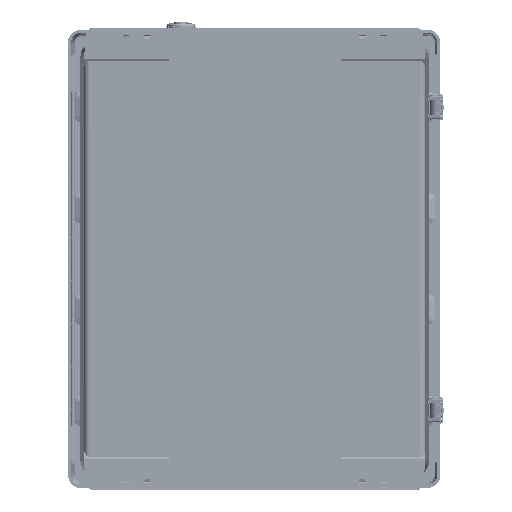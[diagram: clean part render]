
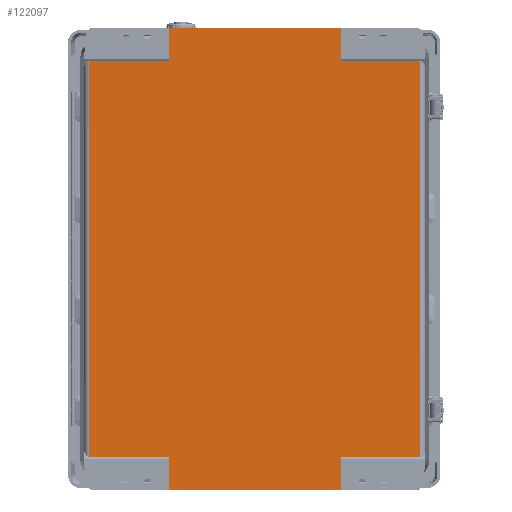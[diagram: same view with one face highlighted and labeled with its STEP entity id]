
A CAD part, front view. The second image highlights one B-rep face of the part: STEP entity #122097.
In plain terms, the highlighted planar face has unit normal (0, -1, 0).
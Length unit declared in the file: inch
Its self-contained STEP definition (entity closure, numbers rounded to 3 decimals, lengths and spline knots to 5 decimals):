
#2236 = DIRECTION ( 'NONE',  ( 0., 0., -1. ) ) ;
#3284 = VECTOR ( 'NONE', #77863, 39.37008 ) ;
#7054 = CARTESIAN_POINT ( 'NONE',  ( 3.995, 0., 10.75 ) ) ;
#8427 = EDGE_CURVE ( 'NONE', #138398, #49419, #10747, .T. ) ;
#10747 = LINE ( 'NONE', #24797, #115844 ) ;
#10904 = CARTESIAN_POINT ( 'NONE',  ( 3.995, 0., -9.3875 ) ) ;
#12323 = VERTEX_POINT ( 'NONE', #47214 ) ;
#12384 = VERTEX_POINT ( 'NONE', #167003 ) ;
#16305 = VECTOR ( 'NONE', #91199, 39.37008 ) ;
#17495 = VECTOR ( 'NONE', #136282, 39.37008 ) ;
#17873 = DIRECTION ( 'NONE',  ( -1., 0., 0. ) ) ;
#20963 = VECTOR ( 'NONE', #162328, 39.37008 ) ;
#24394 = CARTESIAN_POINT ( 'NONE',  ( -7.69183, 0., -9.2134 ) ) ;
#24408 = CARTESIAN_POINT ( 'NONE',  ( -3.995, 0., -9.3875 ) ) ;
#24797 = CARTESIAN_POINT ( 'NONE',  ( -7.3875, 0., -9.2134 ) ) ;
#25319 = ORIENTED_EDGE ( 'NONE', *, *, #42950, .T. ) ;
#25984 = CARTESIAN_POINT ( 'NONE',  ( -3.995, 0., 10.75 ) ) ;
#27337 = VERTEX_POINT ( 'NONE', #25984 ) ;
#29063 = ORIENTED_EDGE ( 'NONE', *, *, #40771, .T. ) ;
#29689 = CARTESIAN_POINT ( 'NONE',  ( -7.3875, 0., 9.2134 ) ) ;
#30396 = ORIENTED_EDGE ( 'NONE', *, *, #148685, .T. ) ;
#32533 = ORIENTED_EDGE ( 'NONE', *, *, #96916, .T. ) ;
#38957 = VECTOR ( 'NONE', #89812, 39.37008 ) ;
#40666 = CARTESIAN_POINT ( 'NONE',  ( 7.69183, 0., -9.2134 ) ) ;
#40771 = EDGE_CURVE ( 'NONE', #123346, #27337, #87575, .T. ) ;
#41646 = VERTEX_POINT ( 'NONE', #128080 ) ;
#42296 = CARTESIAN_POINT ( 'NONE',  ( -7.69183, 0., -9.2134 ) ) ;
#42950 = EDGE_CURVE ( 'NONE', #41646, #49419, #154469, .T. ) ;
#47133 = DIRECTION ( 'NONE',  ( 0., 0., 1. ) ) ;
#47214 = CARTESIAN_POINT ( 'NONE',  ( 3.995, 0., 9.2134 ) ) ;
#48936 = CARTESIAN_POINT ( 'NONE',  ( -7.3875, 0., -9.2134 ) ) ;
#49244 = CARTESIAN_POINT ( 'NONE',  ( 3.995, 0., -9.2134 ) ) ;
#49387 = VECTOR ( 'NONE', #68772, 39.37008 ) ;
#49419 = VERTEX_POINT ( 'NONE', #24394 ) ;
#51168 = DIRECTION ( 'NONE',  ( -1., 0., 0. ) ) ;
#52457 = ORIENTED_EDGE ( 'NONE', *, *, #121240, .F. ) ;
#59260 = ORIENTED_EDGE ( 'NONE', *, *, #154508, .T. ) ;
#63121 = VECTOR ( 'NONE', #96291, 39.37008 ) ;
#63572 = EDGE_CURVE ( 'NONE', #41646, #75329, #156867, .T. ) ;
#64203 = ORIENTED_EDGE ( 'NONE', *, *, #77458, .T. ) ;
#64581 = CARTESIAN_POINT ( 'NONE',  ( 3.995, 0., -9.3875 ) ) ;
#66402 = EDGE_CURVE ( 'NONE', #75329, #27337, #98177, .T. ) ;
#67840 = PLANE ( 'NONE',  #94052 ) ;
#68772 = DIRECTION ( 'NONE',  ( 0., 0., -1. ) ) ;
#69223 = VECTOR ( 'NONE', #17873, 39.37008 ) ;
#74854 = CARTESIAN_POINT ( 'NONE',  ( -3.995, 0., 9.2134 ) ) ;
#75329 = VERTEX_POINT ( 'NONE', #74854 ) ;
#77458 = EDGE_CURVE ( 'NONE', #93744, #128126, #78088, .T. ) ;
#77863 = DIRECTION ( 'NONE',  ( 0., 0., 1. ) ) ;
#78088 = LINE ( 'NONE', #10904, #38957 ) ;
#81071 = DIRECTION ( 'NONE',  ( 0., -1., 0. ) ) ;
#83318 = VECTOR ( 'NONE', #47133, 39.37008 ) ;
#83437 = CARTESIAN_POINT ( 'NONE',  ( -7.3875, 0., 9.2134 ) ) ;
#83782 = CARTESIAN_POINT ( 'NONE',  ( 7.69183, 0., 9.2134 ) ) ;
#85171 = VECTOR ( 'NONE', #115158, 39.37008 ) ;
#86871 = CARTESIAN_POINT ( 'NONE',  ( 7.69183, 0., 9.2134 ) ) ;
#87575 = LINE ( 'NONE', #123066, #17495 ) ;
#89812 = DIRECTION ( 'NONE',  ( 0., 0., 1. ) ) ;
#91199 = DIRECTION ( 'NONE',  ( 0., 0., 1. ) ) ;
#93744 = VERTEX_POINT ( 'NONE', #112093 ) ;
#94052 = AXIS2_PLACEMENT_3D ( 'NONE', #146649, #81071, #2236 ) ;
#96291 = DIRECTION ( 'NONE',  ( 0., 0., 1. ) ) ;
#96916 = EDGE_CURVE ( 'NONE', #12323, #123346, #104213, .T. ) ;
#98177 = LINE ( 'NONE', #161948, #63121 ) ;
#98813 = EDGE_LOOP ( 'NONE', ( #59260, #153225, #30396, #32533, #29063, #124955, #150267, #25319, #161576, #52457, #112790, #64203 ) ) ;
#98907 = CARTESIAN_POINT ( 'NONE',  ( -3.995, 0., -9.2134 ) ) ;
#104213 = LINE ( 'NONE', #64581, #3284 ) ;
#105367 = VECTOR ( 'NONE', #121808, 39.37008 ) ;
#108361 = LINE ( 'NONE', #123259, #69223 ) ;
#109140 = VERTEX_POINT ( 'NONE', #40666 ) ;
#112093 = CARTESIAN_POINT ( 'NONE',  ( 3.995, 0., -10.75 ) ) ;
#112152 = EDGE_CURVE ( 'NONE', #93744, #12384, #108361, .T. ) ;
#112790 = ORIENTED_EDGE ( 'NONE', *, *, #112152, .F. ) ;
#115158 = DIRECTION ( 'NONE',  ( 1., 0., 0. ) ) ;
#115844 = VECTOR ( 'NONE', #51168, 39.37008 ) ;
#120214 = LINE ( 'NONE', #48936, #85171 ) ;
#121240 = EDGE_CURVE ( 'NONE', #12384, #138398, #121413, .T. ) ;
#121413 = LINE ( 'NONE', #24408, #16305 ) ;
#121808 = DIRECTION ( 'NONE',  ( -1., 0., 0. ) ) ;
#122097 = ADVANCED_FACE ( 'NONE', ( #129370 ), #67840, .T. ) ;
#122513 = LINE ( 'NONE', #86871, #83318 ) ;
#123066 = CARTESIAN_POINT ( 'NONE',  ( 4.83175, 0., 10.75 ) ) ;
#123259 = CARTESIAN_POINT ( 'NONE',  ( 4.83175, 0., -10.75 ) ) ;
#123346 = VERTEX_POINT ( 'NONE', #7054 ) ;
#124955 = ORIENTED_EDGE ( 'NONE', *, *, #66402, .F. ) ;
#128080 = CARTESIAN_POINT ( 'NONE',  ( -7.69183, 0., 9.2134 ) ) ;
#128126 = VERTEX_POINT ( 'NONE', #49244 ) ;
#128809 = EDGE_CURVE ( 'NONE', #109140, #151421, #122513, .T. ) ;
#129370 = FACE_OUTER_BOUND ( 'NONE', #98813, .T. ) ;
#136282 = DIRECTION ( 'NONE',  ( -1., 0., 0. ) ) ;
#138398 = VERTEX_POINT ( 'NONE', #98907 ) ;
#146649 = CARTESIAN_POINT ( 'NONE',  ( -7.3875, 0., -9.3875 ) ) ;
#148685 = EDGE_CURVE ( 'NONE', #151421, #12323, #158863, .T. ) ;
#150267 = ORIENTED_EDGE ( 'NONE', *, *, #63572, .F. ) ;
#151421 = VERTEX_POINT ( 'NONE', #83782 ) ;
#153225 = ORIENTED_EDGE ( 'NONE', *, *, #128809, .T. ) ;
#154469 = LINE ( 'NONE', #42296, #49387 ) ;
#154508 = EDGE_CURVE ( 'NONE', #128126, #109140, #120214, .T. ) ;
#156867 = LINE ( 'NONE', #83437, #20963 ) ;
#158863 = LINE ( 'NONE', #29689, #105367 ) ;
#161576 = ORIENTED_EDGE ( 'NONE', *, *, #8427, .F. ) ;
#161948 = CARTESIAN_POINT ( 'NONE',  ( -3.995, 0., -9.3875 ) ) ;
#162328 = DIRECTION ( 'NONE',  ( 1., 0., 0. ) ) ;
#167003 = CARTESIAN_POINT ( 'NONE',  ( -3.995, 0., -10.75 ) ) ;
